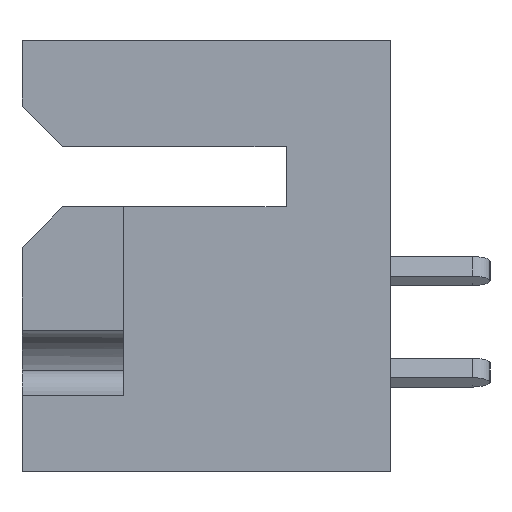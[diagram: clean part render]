
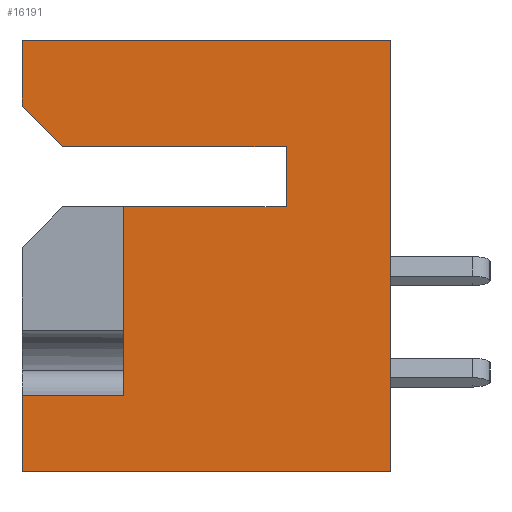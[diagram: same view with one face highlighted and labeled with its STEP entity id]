
A CAD part, left-side view. The second image highlights one B-rep face of the part: STEP entity #16191.
In plain terms, the highlighted planar face has unit normal (-1, 0, 0).
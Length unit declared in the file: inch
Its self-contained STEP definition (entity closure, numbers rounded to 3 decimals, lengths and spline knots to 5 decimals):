
#240 = EDGE_CURVE ( 'NONE', #5349, #16041, #8056, .T. ) ;
#458 = VECTOR ( 'NONE', #1710, 39.37008 ) ;
#779 = EDGE_CURVE ( 'NONE', #9923, #9198, #16153, .T. ) ;
#1042 = CARTESIAN_POINT ( 'NONE',  ( 0., 0.453, 0. ) ) ;
#1415 = DIRECTION ( 'NONE',  ( 0., -0.707, -0.707 ) ) ;
#1507 = CARTESIAN_POINT ( 'NONE',  ( 0., 0.128, -0.205 ) ) ;
#1710 = DIRECTION ( 'NONE',  ( 0., 1., 0. ) ) ;
#1733 = VECTOR ( 'NONE', #16147, 39.37008 ) ;
#1897 = CARTESIAN_POINT ( 'NONE',  ( 0., 0.453, 0. ) ) ;
#1937 = LINE ( 'NONE', #1897, #12523 ) ;
#2529 = LINE ( 'NONE', #16118, #11517 ) ;
#2637 = VECTOR ( 'NONE', #1415, 39.37008 ) ;
#2939 = EDGE_CURVE ( 'NONE', #12396, #6275, #15985, .T. ) ;
#3176 = CARTESIAN_POINT ( 'NONE',  ( 0., 0.453, 0. ) ) ;
#3273 = LINE ( 'NONE', #10606, #458 ) ;
#3352 = CARTESIAN_POINT ( 'NONE',  ( 0., 0.328, -0.437 ) ) ;
#3591 = DIRECTION ( 'NONE',  ( 0., 1., 0. ) ) ;
#3801 = CARTESIAN_POINT ( 'NONE',  ( 0., 0.403, -0.131 ) ) ;
#3928 = ORIENTED_EDGE ( 'NONE', *, *, #7151, .F. ) ;
#4071 = CARTESIAN_POINT ( 'NONE',  ( 0., 0.128, -0.131 ) ) ;
#4455 = VECTOR ( 'NONE', #16022, 39.37008 ) ;
#4561 = CARTESIAN_POINT ( 'NONE',  ( 0., 0.453, 0. ) ) ;
#4710 = CARTESIAN_POINT ( 'NONE',  ( 0., 0., 0. ) ) ;
#4953 = LINE ( 'NONE', #8360, #1733 ) ;
#5106 = CARTESIAN_POINT ( 'NONE',  ( 0., 0.128, -0.131 ) ) ;
#5349 = VERTEX_POINT ( 'NONE', #13548 ) ;
#5600 = CARTESIAN_POINT ( 'NONE',  ( 0., 0.403, -0.131 ) ) ;
#5957 = LINE ( 'NONE', #5106, #11715 ) ;
#5961 = LINE ( 'NONE', #11684, #9767 ) ;
#6114 = ORIENTED_EDGE ( 'NONE', *, *, #15238, .T. ) ;
#6168 = ORIENTED_EDGE ( 'NONE', *, *, #779, .F. ) ;
#6272 = EDGE_CURVE ( 'NONE', #12396, #7751, #4953, .T. ) ;
#6275 = VERTEX_POINT ( 'NONE', #12412 ) ;
#6569 = LINE ( 'NONE', #4710, #12544 ) ;
#6794 = ORIENTED_EDGE ( 'NONE', *, *, #12015, .T. ) ;
#7151 = EDGE_CURVE ( 'NONE', #7751, #15486, #5957, .T. ) ;
#7510 = ORIENTED_EDGE ( 'NONE', *, *, #7802, .T. ) ;
#7695 = ORIENTED_EDGE ( 'NONE', *, *, #10605, .F. ) ;
#7751 = VERTEX_POINT ( 'NONE', #4071 ) ;
#7802 = EDGE_CURVE ( 'NONE', #13718, #16041, #3273, .T. ) ;
#8056 = LINE ( 'NONE', #16465, #10653 ) ;
#8360 = CARTESIAN_POINT ( 'NONE',  ( 0., 0.128, -0.131 ) ) ;
#8450 = DIRECTION ( 'NONE',  ( 0., 0., 1. ) ) ;
#8475 = VECTOR ( 'NONE', #15689, 39.37008 ) ;
#8498 = DIRECTION ( 'NONE',  ( 0., -1., 0. ) ) ;
#8528 = VERTEX_POINT ( 'NONE', #15563 ) ;
#9198 = VERTEX_POINT ( 'NONE', #1042 ) ;
#9202 = FACE_OUTER_BOUND ( 'NONE', #14965, .T. ) ;
#9307 = CARTESIAN_POINT ( 'NONE',  ( 0., 0.128, -0.205 ) ) ;
#9645 = LINE ( 'NONE', #3801, #2637 ) ;
#9767 = VECTOR ( 'NONE', #11574, 39.37008 ) ;
#9923 = VERTEX_POINT ( 'NONE', #15124 ) ;
#10328 = ORIENTED_EDGE ( 'NONE', *, *, #2939, .T. ) ;
#10378 = ORIENTED_EDGE ( 'NONE', *, *, #6272, .F. ) ;
#10561 = CARTESIAN_POINT ( 'NONE',  ( 0., 0.453, -0.437 ) ) ;
#10605 = EDGE_CURVE ( 'NONE', #13718, #6275, #5961, .T. ) ;
#10606 = CARTESIAN_POINT ( 'NONE',  ( 0., 0.328, -0.437 ) ) ;
#10653 = VECTOR ( 'NONE', #12825, 39.37008 ) ;
#10862 = EDGE_CURVE ( 'NONE', #10978, #8528, #6569, .T. ) ;
#10882 = EDGE_CURVE ( 'NONE', #9198, #8528, #1937, .T. ) ;
#10978 = VERTEX_POINT ( 'NONE', #13807 ) ;
#11517 = VECTOR ( 'NONE', #8498, 39.37008 ) ;
#11574 = DIRECTION ( 'NONE',  ( 0., 0., 1. ) ) ;
#11684 = CARTESIAN_POINT ( 'NONE',  ( 0., 0.328, -0.205 ) ) ;
#11715 = VECTOR ( 'NONE', #3591, 39.37008 ) ;
#12015 = EDGE_CURVE ( 'NONE', #5349, #10978, #2529, .T. ) ;
#12396 = VERTEX_POINT ( 'NONE', #9307 ) ;
#12412 = CARTESIAN_POINT ( 'NONE',  ( 0., 0.328, -0.205 ) ) ;
#12523 = VECTOR ( 'NONE', #14708, 39.37008 ) ;
#12544 = VECTOR ( 'NONE', #8450, 39.37008 ) ;
#12825 = DIRECTION ( 'NONE',  ( 0., 0., 1. ) ) ;
#13319 = PLANE ( 'NONE',  #16349 ) ;
#13377 = DIRECTION ( 'NONE',  ( 1., 0., 0. ) ) ;
#13548 = CARTESIAN_POINT ( 'NONE',  ( 0., 0.453, -0.531 ) ) ;
#13718 = VERTEX_POINT ( 'NONE', #3352 ) ;
#13807 = CARTESIAN_POINT ( 'NONE',  ( 0., 0., -0.531 ) ) ;
#14708 = DIRECTION ( 'NONE',  ( 0., -1., 0. ) ) ;
#14751 = ORIENTED_EDGE ( 'NONE', *, *, #240, .F. ) ;
#14965 = EDGE_LOOP ( 'NONE', ( #7510, #14751, #6794, #16051, #15932, #6168, #6114, #3928, #10378, #10328, #7695 ) ) ;
#15124 = CARTESIAN_POINT ( 'NONE',  ( 0., 0.453, -0.081 ) ) ;
#15238 = EDGE_CURVE ( 'NONE', #9923, #15486, #9645, .T. ) ;
#15486 = VERTEX_POINT ( 'NONE', #5600 ) ;
#15563 = CARTESIAN_POINT ( 'NONE',  ( 0., 0., 0. ) ) ;
#15689 = DIRECTION ( 'NONE',  ( 0., 1., 0. ) ) ;
#15793 = DIRECTION ( 'NONE',  ( 0., 0., -1. ) ) ;
#15932 = ORIENTED_EDGE ( 'NONE', *, *, #10882, .F. ) ;
#15985 = LINE ( 'NONE', #1507, #8475 ) ;
#16022 = DIRECTION ( 'NONE',  ( 0., 0., 1. ) ) ;
#16041 = VERTEX_POINT ( 'NONE', #10561 ) ;
#16051 = ORIENTED_EDGE ( 'NONE', *, *, #10862, .T. ) ;
#16118 = CARTESIAN_POINT ( 'NONE',  ( 0., 0.453, -0.531 ) ) ;
#16147 = DIRECTION ( 'NONE',  ( 0., 0., 1. ) ) ;
#16153 = LINE ( 'NONE', #4561, #4455 ) ;
#16191 = ADVANCED_FACE ( 'NONE', ( #9202 ), #13319, .F. ) ;
#16349 = AXIS2_PLACEMENT_3D ( 'NONE', #3176, #13377, #15793 ) ;
#16465 = CARTESIAN_POINT ( 'NONE',  ( 0., 0.453, 0. ) ) ;
